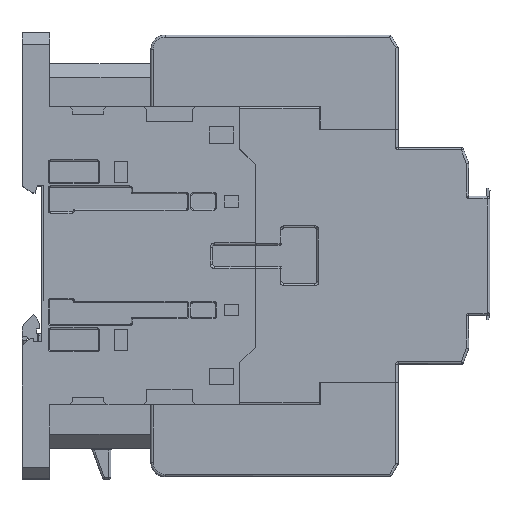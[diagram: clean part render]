
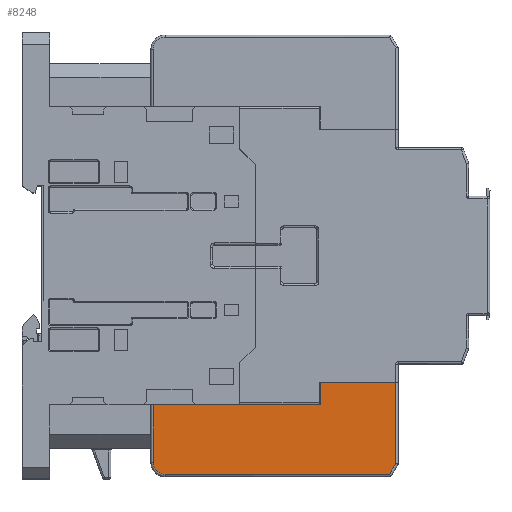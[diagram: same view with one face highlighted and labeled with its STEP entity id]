
A CAD part, top view. The second image highlights one B-rep face of the part: STEP entity #8248.
In plain terms, the highlighted planar face has unit normal (0, 0, 1).
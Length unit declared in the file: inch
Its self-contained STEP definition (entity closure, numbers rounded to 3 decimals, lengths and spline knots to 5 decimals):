
#1643 = ORIENTED_EDGE ( 'NONE', *, *, #1661, .F. ) ;
#1661 = EDGE_CURVE ( 'NONE', #50738, #40881, #62459, .T. ) ;
#2005 = ORIENTED_EDGE ( 'NONE', *, *, #71563, .F. ) ;
#2575 = VERTEX_POINT ( 'NONE', #79115 ) ;
#5439 = LINE ( 'NONE', #19661, #17775 ) ;
#6433 = DIRECTION ( 'NONE',  ( 0., 1., 0. ) ) ;
#8248 = ADVANCED_FACE ( 'NONE', ( #36070 ), #75742, .F. ) ;
#10936 = VECTOR ( 'NONE', #85900, 39.37008 ) ;
#11363 = CARTESIAN_POINT ( 'NONE',  ( 1.12992, -1.20276, 1.05906 ) ) ;
#11392 = ORIENTED_EDGE ( 'NONE', *, *, #30279, .F. ) ;
#14990 = VERTEX_POINT ( 'NONE', #67668 ) ;
#17775 = VECTOR ( 'NONE', #46870, 39.37008 ) ;
#19661 = CARTESIAN_POINT ( 'NONE',  ( 3.59055, -2.02517, 1.05906 ) ) ;
#20806 = DIRECTION ( 'NONE',  ( 0., 1., 0. ) ) ;
#21917 = CARTESIAN_POINT ( 'NONE',  ( 1.12992, -2.0833, 1.05906 ) ) ;
#22685 = VERTEX_POINT ( 'NONE', #48807 ) ;
#24729 = EDGE_CURVE ( 'NONE', #2575, #14990, #64569, .T. ) ;
#26914 = LINE ( 'NONE', #11363, #52374 ) ;
#28259 = EDGE_CURVE ( 'NONE', #22685, #85492, #26914, .T. ) ;
#28605 = CARTESIAN_POINT ( 'NONE',  ( 1.12992, -2.01181, 1.05906 ) ) ;
#29451 = DIRECTION ( 'NONE',  ( 1., 0., 0. ) ) ;
#30279 = EDGE_CURVE ( 'NONE', #40881, #37231, #45839, .T. ) ;
#30423 = CARTESIAN_POINT ( 'NONE',  ( 2.82677, -1.42913, 1.05906 ) ) ;
#31141 = CARTESIAN_POINT ( 'NONE',  ( 3.59055, -1.20276, 1.05906 ) ) ;
#35073 = LINE ( 'NONE', #83141, #48408 ) ;
#35465 = ORIENTED_EDGE ( 'NONE', *, *, #68135, .F. ) ;
#36070 = FACE_OUTER_BOUND ( 'NONE', #45697, .T. ) ;
#37231 = VERTEX_POINT ( 'NONE', #53436 ) ;
#37375 = ORIENTED_EDGE ( 'NONE', *, *, #24729, .F. ) ;
#40881 = VERTEX_POINT ( 'NONE', #80028 ) ;
#41896 = DIRECTION ( 'NONE',  ( -1., 0., 0. ) ) ;
#41995 = CARTESIAN_POINT ( 'NONE',  ( 1.18047, -2.13386, 1.05906 ) ) ;
#42459 = DIRECTION ( 'NONE',  ( -1., 0., 0. ) ) ;
#42854 = CARTESIAN_POINT ( 'NONE',  ( 1.12992, -1.20276, 1.05906 ) ) ;
#43321 = CARTESIAN_POINT ( 'NONE',  ( 1.1063, -1.42913, 1.05906 ) ) ;
#45697 = EDGE_LOOP ( 'NONE', ( #2005, #37375, #35465, #11392, #1643, #82634, #48741, #59096 ) ) ;
#45839 = LINE ( 'NONE', #31141, #10936 ) ;
#46870 = DIRECTION ( 'NONE',  ( -0.5, -0.866, 0. ) ) ;
#48408 = VECTOR ( 'NONE', #20806, 39.37008 ) ;
#48741 = ORIENTED_EDGE ( 'NONE', *, *, #83344, .T. ) ;
#48807 = CARTESIAN_POINT ( 'NONE',  ( 1.12992, -2.01181, 1.05906 ) ) ;
#49024 = DIRECTION ( 'NONE',  ( 0., 0., -1. ) ) ;
#50738 = VERTEX_POINT ( 'NONE', #54617 ) ;
#50786 = DIRECTION ( 'NONE',  ( -1., 0., 0. ) ) ;
#52374 = VECTOR ( 'NONE', #6433, 39.37008 ) ;
#53436 = CARTESIAN_POINT ( 'NONE',  ( 3.59055, -2.02517, 1.05906 ) ) ;
#54617 = CARTESIAN_POINT ( 'NONE',  ( 2.82677, -1.20276, 1.05906 ) ) ;
#57031 =( BOUNDED_CURVE ( )  B_SPLINE_CURVE ( 3, ( #68736, #41995, #21917, #28605 ),
 .UNSPECIFIED., .F., .T. ) 
 B_SPLINE_CURVE_WITH_KNOTS ( ( 4, 4 ),
 ( 0., 1. ),
 .UNSPECIFIED. ) 
 CURVE ( )  GEOMETRIC_REPRESENTATION_ITEM ( )  RATIONAL_B_SPLINE_CURVE ( ( 0.957, 0.77, 0.77, 0.957 ) ) 
 REPRESENTATION_ITEM ( '' )  );
#59096 = ORIENTED_EDGE ( 'NONE', *, *, #28259, .F. ) ;
#62459 = LINE ( 'NONE', #42854, #69008 ) ;
#62493 = LINE ( 'NONE', #43321, #85837 ) ;
#64130 = CARTESIAN_POINT ( 'NONE',  ( 1.12992, -2.13386, 1.05906 ) ) ;
#64496 = AXIS2_PLACEMENT_3D ( 'NONE', #76614, #49024, #41896 ) ;
#64569 = LINE ( 'NONE', #64130, #87469 ) ;
#65247 = VERTEX_POINT ( 'NONE', #30423 ) ;
#67668 = CARTESIAN_POINT ( 'NONE',  ( 1.25197, -2.13386, 1.05906 ) ) ;
#68135 = EDGE_CURVE ( 'NONE', #37231, #2575, #5439, .T. ) ;
#68736 = CARTESIAN_POINT ( 'NONE',  ( 1.25197, -2.13386, 1.05906 ) ) ;
#69008 = VECTOR ( 'NONE', #29451, 39.37008 ) ;
#71563 = EDGE_CURVE ( 'NONE', #14990, #22685, #57031, .T. ) ;
#75742 = PLANE ( 'NONE',  #64496 ) ;
#75996 = EDGE_CURVE ( 'NONE', #65247, #50738, #35073, .T. ) ;
#76614 = CARTESIAN_POINT ( 'NONE',  ( 1.12992, -1.20276, 1.05906 ) ) ;
#79115 = CARTESIAN_POINT ( 'NONE',  ( 3.5278, -2.13386, 1.05906 ) ) ;
#80028 = CARTESIAN_POINT ( 'NONE',  ( 3.59055, -1.20276, 1.05906 ) ) ;
#80800 = CARTESIAN_POINT ( 'NONE',  ( 1.12992, -1.42913, 1.05906 ) ) ;
#82634 = ORIENTED_EDGE ( 'NONE', *, *, #75996, .F. ) ;
#83141 = CARTESIAN_POINT ( 'NONE',  ( 2.82677, -1.20276, 1.05906 ) ) ;
#83344 = EDGE_CURVE ( 'NONE', #65247, #85492, #62493, .T. ) ;
#85492 = VERTEX_POINT ( 'NONE', #80800 ) ;
#85837 = VECTOR ( 'NONE', #42459, 39.37008 ) ;
#85900 = DIRECTION ( 'NONE',  ( 0., -1., 0. ) ) ;
#87469 = VECTOR ( 'NONE', #50786, 39.37008 ) ;
